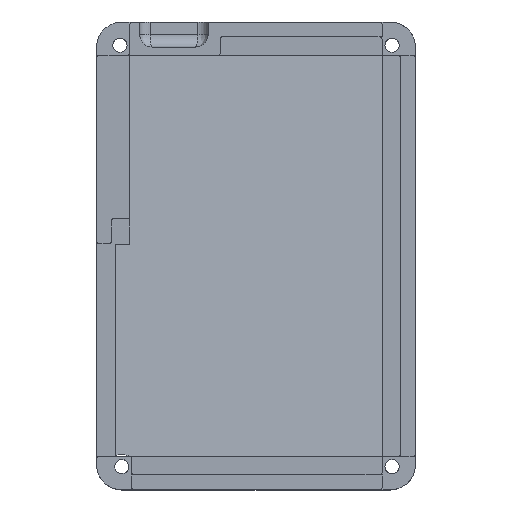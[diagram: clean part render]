
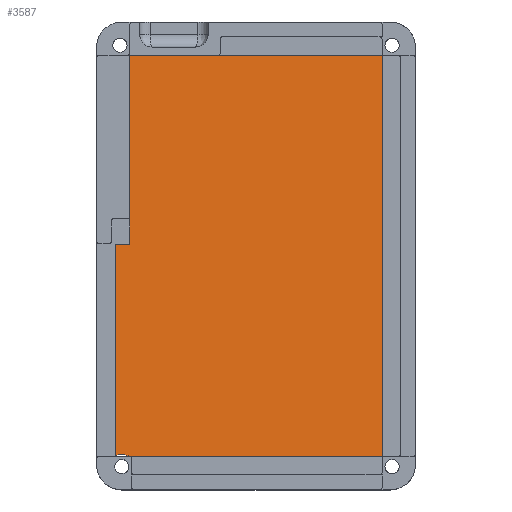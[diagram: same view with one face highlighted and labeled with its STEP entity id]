
A CAD part, top view. The second image highlights one B-rep face of the part: STEP entity #3587.
In plain terms, the highlighted planar face has unit normal (0, 0.087, 0.996).
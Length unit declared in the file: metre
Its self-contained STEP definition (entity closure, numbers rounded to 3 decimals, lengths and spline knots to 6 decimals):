
#157=PLANE('',#3920);
#326=LINE('',#5102,#713);
#427=LINE('',#5447,#814);
#440=LINE('',#5502,#827);
#441=LINE('',#5504,#828);
#444=LINE('',#5509,#831);
#447=LINE('',#5515,#834);
#713=VECTOR('',#4027,1.);
#814=VECTOR('',#4316,1.);
#827=VECTOR('',#4375,1.);
#828=VECTOR('',#4378,1.);
#831=VECTOR('',#4383,1.);
#834=VECTOR('',#4388,1.);
#1988=ORIENTED_EDGE('',*,*,#2347,.T.);
#1989=ORIENTED_EDGE('',*,*,#2606,.T.);
#1990=ORIENTED_EDGE('',*,*,#2344,.F.);
#1991=ORIENTED_EDGE('',*,*,#2341,.T.);
#1992=ORIENTED_EDGE('',*,*,#2089,.F.);
#1993=ORIENTED_EDGE('',*,*,#2147,.T.);
#1994=ORIENTED_EDGE('',*,*,#2340,.T.);
#1995=ORIENTED_EDGE('',*,*,#2307,.F.);
#2089=EDGE_CURVE('',#2608,#2609,#2944,.F.);
#2147=EDGE_CURVE('',#2608,#2666,#326,.T.);
#2307=EDGE_CURVE('',#2816,#2817,#427,.T.);
#2340=EDGE_CURVE('',#2666,#2817,#440,.T.);
#2341=EDGE_CURVE('',#2836,#2609,#441,.T.);
#2344=EDGE_CURVE('',#2836,#2837,#444,.T.);
#2347=EDGE_CURVE('',#2816,#2838,#447,.T.);
#2606=EDGE_CURVE('',#2838,#2837,#2956,.T.);
#2608=VERTEX_POINT('',#4981);
#2609=VERTEX_POINT('',#4982);
#2666=VERTEX_POINT('',#5101);
#2816=VERTEX_POINT('',#5446);
#2817=VERTEX_POINT('',#5448);
#2836=VERTEX_POINT('',#5505);
#2837=VERTEX_POINT('',#5510);
#2838=VERTEX_POINT('',#5514);
#2944=ELLIPSE('',#3626,0.003011,0.003);
#2956=ELLIPSE('',#3921,0.000502,0.0005);
#3142=EDGE_LOOP('',(#1988,#1989,#1990,#1991,#1992,#1993,#1994,#1995));
#3351=FACE_BOUND('',#3142,.T.);
#3587=ADVANCED_FACE('',(#3351),#157,.F.);
#3626=AXIS2_PLACEMENT_3D('',#4980,#3951,#3952);
#3920=AXIS2_PLACEMENT_3D('',#6044,#4926,#4927);
#3921=AXIS2_PLACEMENT_3D('',#6045,#4928,#4929);
#3951=DIRECTION('',(0.,-0.087,-0.996));
#3952=DIRECTION('',(0.,0.996,-0.087));
#4027=DIRECTION('',(1.,0.,0.));
#4316=DIRECTION('',(1.,0.,0.));
#4375=DIRECTION('',(0.,0.996,-0.087));
#4378=DIRECTION('',(0.,-0.996,0.087));
#4383=DIRECTION('',(1.,0.,0.));
#4388=DIRECTION('',(0.,-0.996,0.087));
#4926=DIRECTION('',(0.,-0.087,-0.996));
#4927=DIRECTION('',(0.,0.996,-0.087));
#4928=DIRECTION('',(0.,-0.087,-0.996));
#4929=DIRECTION('',(0.,0.996,-0.087));
#4980=CARTESIAN_POINT('',(-0.03035,-0.050425,0.00261));
#4981=CARTESIAN_POINT('',(-0.02855,-0.048025,0.0024));
#4982=CARTESIAN_POINT('',(-0.03195,-0.047887,0.002388));
#5101=CARTESIAN_POINT('',(0.03195,-0.048025,0.0024));
#5102=CARTESIAN_POINT('',(0.002,-0.048025,0.0024));
#5446=CARTESIAN_POINT('',(-0.028378,0.048025,-0.006003));
#5447=CARTESIAN_POINT('',(-0.02838,0.048025,-0.006003));
#5448=CARTESIAN_POINT('',(0.03195,0.048025,-0.006003));
#5502=CARTESIAN_POINT('',(0.03195,0.025403,-0.004024));
#5504=CARTESIAN_POINT('',(-0.03195,-0.022623,0.000178));
#5505=CARTESIAN_POINT('',(-0.03195,0.00278,-0.002045));
#5509=CARTESIAN_POINT('',(-0.031952,0.00278,-0.002045));
#5510=CARTESIAN_POINT('',(-0.028878,0.00278,-0.002045));
#5514=CARTESIAN_POINT('',(-0.028378,0.00328,-0.002089));
#5515=CARTESIAN_POINT('',(-0.028378,0.025403,-0.004024));
#6044=CARTESIAN_POINT('',(-0.02838,0.025403,-0.004024));
#6045=CARTESIAN_POINT('',(-0.028878,0.00328,-0.002089));
